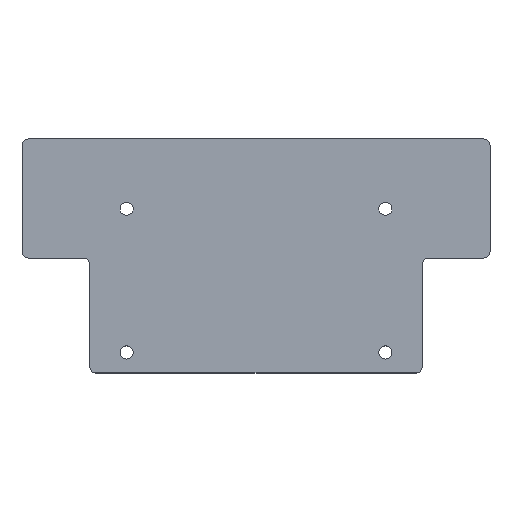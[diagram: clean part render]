
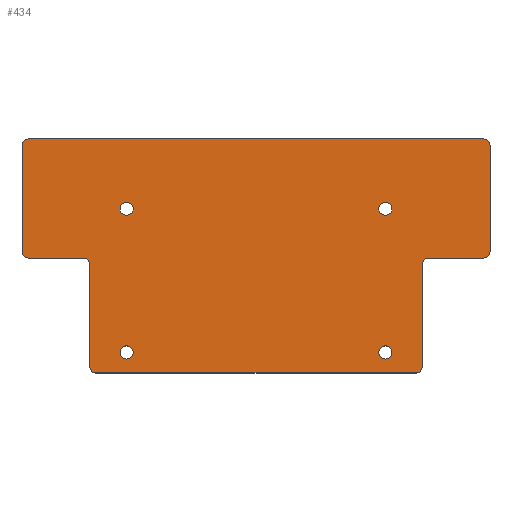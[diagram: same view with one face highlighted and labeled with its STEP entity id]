
A CAD part, top view. The second image highlights one B-rep face of the part: STEP entity #434.
In plain terms, the highlighted planar face has unit normal (0, 0, 1).
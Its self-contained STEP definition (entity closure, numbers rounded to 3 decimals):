
#19=FACE_BOUND('',#81,.T.);
#20=FACE_BOUND('',#82,.T.);
#21=FACE_BOUND('',#83,.T.);
#22=FACE_BOUND('',#84,.T.);
#32=PLANE('',#500);
#54=FACE_OUTER_BOUND('',#80,.T.);
#80=EDGE_LOOP('',(#381,#382,#383,#384,#385,#386,#387,#388,#389,#390,#391,
#392,#393,#394,#395,#396));
#81=EDGE_LOOP('',(#397));
#82=EDGE_LOOP('',(#398));
#83=EDGE_LOOP('',(#399));
#84=EDGE_LOOP('',(#400));
#99=LINE('',#697,#135);
#104=LINE('',#711,#140);
#108=LINE('',#720,#144);
#111=LINE('',#729,#147);
#117=LINE('',#746,#153);
#118=LINE('',#748,#154);
#119=LINE('',#750,#155);
#120=LINE('',#752,#156);
#135=VECTOR('',#565,10.);
#140=VECTOR('',#580,10.);
#144=VECTOR('',#590,10.);
#147=VECTOR('',#599,10.);
#153=VECTOR('',#619,10.);
#154=VECTOR('',#622,10.);
#155=VECTOR('',#625,10.);
#156=VECTOR('',#628,10.);
#157=CIRCLE('',#456,1.6);
#159=CIRCLE('',#459,1.6);
#161=CIRCLE('',#462,1.6);
#163=CIRCLE('',#465,1.6);
#165=CIRCLE('',#468,1.5);
#174=CIRCLE('',#480,1.5);
#175=CIRCLE('',#482,1.5);
#176=CIRCLE('',#485,1.5);
#177=CIRCLE('',#488,1.5);
#178=CIRCLE('',#491,1.5);
#179=CIRCLE('',#493,1.5);
#180=CIRCLE('',#495,1.5);
#181=VERTEX_POINT('',#633);
#183=VERTEX_POINT('',#639);
#185=VERTEX_POINT('',#645);
#187=VERTEX_POINT('',#651);
#189=VERTEX_POINT('',#657);
#190=VERTEX_POINT('',#658);
#207=VERTEX_POINT('',#696);
#208=VERTEX_POINT('',#700);
#209=VERTEX_POINT('',#704);
#210=VERTEX_POINT('',#705);
#211=VERTEX_POINT('',#710);
#212=VERTEX_POINT('',#714);
#213=VERTEX_POINT('',#715);
#214=VERTEX_POINT('',#722);
#215=VERTEX_POINT('',#723);
#216=VERTEX_POINT('',#728);
#217=VERTEX_POINT('',#732);
#218=VERTEX_POINT('',#736);
#219=VERTEX_POINT('',#740);
#220=VERTEX_POINT('',#741);
#221=EDGE_CURVE('',#181,#181,#157,.T.);
#224=EDGE_CURVE('',#183,#183,#159,.T.);
#227=EDGE_CURVE('',#185,#185,#161,.T.);
#230=EDGE_CURVE('',#187,#187,#163,.T.);
#233=EDGE_CURVE('',#189,#190,#165,.T.);
#252=EDGE_CURVE('',#207,#190,#99,.T.);
#254=EDGE_CURVE('',#207,#208,#174,.T.);
#256=EDGE_CURVE('',#209,#210,#175,.T.);
#259=EDGE_CURVE('',#211,#210,#104,.T.);
#261=EDGE_CURVE('',#212,#213,#176,.T.);
#264=EDGE_CURVE('',#209,#213,#108,.T.);
#265=EDGE_CURVE('',#214,#215,#177,.T.);
#268=EDGE_CURVE('',#216,#215,#111,.T.);
#270=EDGE_CURVE('',#211,#217,#178,.T.);
#272=EDGE_CURVE('',#216,#218,#179,.T.);
#274=EDGE_CURVE('',#219,#220,#180,.T.);
#277=EDGE_CURVE('',#189,#220,#117,.T.);
#278=EDGE_CURVE('',#214,#217,#118,.T.);
#279=EDGE_CURVE('',#212,#208,#119,.T.);
#280=EDGE_CURVE('',#219,#218,#120,.T.);
#381=ORIENTED_EDGE('',*,*,#233,.F.);
#382=ORIENTED_EDGE('',*,*,#277,.T.);
#383=ORIENTED_EDGE('',*,*,#274,.F.);
#384=ORIENTED_EDGE('',*,*,#280,.T.);
#385=ORIENTED_EDGE('',*,*,#272,.F.);
#386=ORIENTED_EDGE('',*,*,#268,.T.);
#387=ORIENTED_EDGE('',*,*,#265,.F.);
#388=ORIENTED_EDGE('',*,*,#278,.T.);
#389=ORIENTED_EDGE('',*,*,#270,.F.);
#390=ORIENTED_EDGE('',*,*,#259,.T.);
#391=ORIENTED_EDGE('',*,*,#256,.F.);
#392=ORIENTED_EDGE('',*,*,#264,.T.);
#393=ORIENTED_EDGE('',*,*,#261,.F.);
#394=ORIENTED_EDGE('',*,*,#279,.T.);
#395=ORIENTED_EDGE('',*,*,#254,.F.);
#396=ORIENTED_EDGE('',*,*,#252,.T.);
#397=ORIENTED_EDGE('',*,*,#221,.T.);
#398=ORIENTED_EDGE('',*,*,#224,.T.);
#399=ORIENTED_EDGE('',*,*,#227,.T.);
#400=ORIENTED_EDGE('',*,*,#230,.T.);
#434=ADVANCED_FACE('',(#54,#19,#20,#21,#22),#32,.T.);
#456=AXIS2_PLACEMENT_3D('',#634,#505,#506);
#459=AXIS2_PLACEMENT_3D('',#640,#512,#513);
#462=AXIS2_PLACEMENT_3D('',#646,#519,#520);
#465=AXIS2_PLACEMENT_3D('',#652,#526,#527);
#468=AXIS2_PLACEMENT_3D('',#659,#533,#534);
#480=AXIS2_PLACEMENT_3D('',#701,#569,#570);
#482=AXIS2_PLACEMENT_3D('',#706,#574,#575);
#485=AXIS2_PLACEMENT_3D('',#716,#584,#585);
#488=AXIS2_PLACEMENT_3D('',#724,#593,#594);
#491=AXIS2_PLACEMENT_3D('',#733,#603,#604);
#493=AXIS2_PLACEMENT_3D('',#737,#608,#609);
#495=AXIS2_PLACEMENT_3D('',#742,#613,#614);
#500=AXIS2_PLACEMENT_3D('',#753,#629,#630);
#505=DIRECTION('center_axis',(0.,0.,-1.));
#506=DIRECTION('ref_axis',(-1.,0.,0.));
#512=DIRECTION('center_axis',(0.,0.,-1.));
#513=DIRECTION('ref_axis',(-1.,0.,0.));
#519=DIRECTION('center_axis',(0.,0.,-1.));
#520=DIRECTION('ref_axis',(-1.,0.,0.));
#526=DIRECTION('center_axis',(0.,0.,-1.));
#527=DIRECTION('ref_axis',(-1.,0.,0.));
#533=DIRECTION('center_axis',(0.,0.,-1.));
#534=DIRECTION('ref_axis',(0.707,0.707,0.));
#565=DIRECTION('',(0.,1.,0.));
#569=DIRECTION('center_axis',(0.,0.,-1.));
#570=DIRECTION('ref_axis',(0.707,-0.707,0.));
#574=DIRECTION('center_axis',(0.,0.,-1.));
#575=DIRECTION('ref_axis',(0.707,-0.707,0.));
#580=DIRECTION('',(1.,0.,0.));
#584=DIRECTION('center_axis',(0.,0.,1.));
#585=DIRECTION('ref_axis',(-0.707,0.707,0.));
#590=DIRECTION('',(0.,1.,0.));
#593=DIRECTION('center_axis',(0.,0.,1.));
#594=DIRECTION('ref_axis',(0.707,0.707,0.));
#599=DIRECTION('',(1.,0.,0.));
#603=DIRECTION('center_axis',(0.,0.,-1.));
#604=DIRECTION('ref_axis',(-0.707,-0.707,0.));
#608=DIRECTION('center_axis',(0.,0.,-1.));
#609=DIRECTION('ref_axis',(-0.707,-0.707,0.));
#613=DIRECTION('center_axis',(0.,0.,-1.));
#614=DIRECTION('ref_axis',(-0.707,0.707,0.));
#619=DIRECTION('',(-1.,0.,0.));
#622=DIRECTION('',(0.,-1.,0.));
#625=DIRECTION('',(1.,0.,0.));
#628=DIRECTION('',(0.,-1.,0.));
#629=DIRECTION('center_axis',(0.,0.,1.));
#630=DIRECTION('ref_axis',(1.,0.,0.));
#633=CARTESIAN_POINT('',(90.1,40.,1.6));
#634=CARTESIAN_POINT('Origin',(88.5,40.,1.6));
#639=CARTESIAN_POINT('',(27.1,5.,1.6));
#640=CARTESIAN_POINT('Origin',(25.5,5.,1.6));
#645=CARTESIAN_POINT('',(90.1,5.,1.6));
#646=CARTESIAN_POINT('Origin',(88.5,5.,1.6));
#651=CARTESIAN_POINT('',(27.1,40.,1.6));
#652=CARTESIAN_POINT('Origin',(25.5,40.,1.6));
#657=CARTESIAN_POINT('',(112.5,57.,1.6));
#658=CARTESIAN_POINT('',(114.,55.5,1.6));
#659=CARTESIAN_POINT('Origin',(112.5,55.5,1.6));
#696=CARTESIAN_POINT('',(114.,29.5,1.6));
#697=CARTESIAN_POINT('',(114.,0.,1.6));
#700=CARTESIAN_POINT('',(112.5,28.,1.6));
#701=CARTESIAN_POINT('Origin',(112.5,29.5,1.6));
#704=CARTESIAN_POINT('',(97.5,1.5,1.6));
#705=CARTESIAN_POINT('',(96.,0.,1.6));
#706=CARTESIAN_POINT('Origin',(96.,1.5,1.6));
#710=CARTESIAN_POINT('',(18.,0.,1.6));
#711=CARTESIAN_POINT('',(0.,0.,1.6));
#714=CARTESIAN_POINT('',(99.,28.,1.6));
#715=CARTESIAN_POINT('',(97.5,26.5,1.6));
#716=CARTESIAN_POINT('Origin',(99.,26.5,1.6));
#720=CARTESIAN_POINT('',(97.5,14.25,1.6));
#722=CARTESIAN_POINT('',(16.5,26.5,1.6));
#723=CARTESIAN_POINT('',(15.,28.,1.6));
#724=CARTESIAN_POINT('Origin',(15.,26.5,1.6));
#728=CARTESIAN_POINT('',(1.5,28.,1.6));
#729=CARTESIAN_POINT('',(28.5,28.,1.6));
#732=CARTESIAN_POINT('',(16.5,1.5,1.6));
#733=CARTESIAN_POINT('Origin',(18.,1.5,1.6));
#736=CARTESIAN_POINT('',(0.,29.5,1.6));
#737=CARTESIAN_POINT('Origin',(1.5,29.5,1.6));
#740=CARTESIAN_POINT('',(0.,55.5,1.6));
#741=CARTESIAN_POINT('',(1.5,57.,1.6));
#742=CARTESIAN_POINT('Origin',(1.5,55.5,1.6));
#746=CARTESIAN_POINT('',(114.,57.,1.6));
#748=CARTESIAN_POINT('',(16.5,28.25,1.6));
#750=CARTESIAN_POINT('',(77.25,28.,1.6));
#752=CARTESIAN_POINT('',(0.,57.,1.6));
#753=CARTESIAN_POINT('Origin',(57.,28.5,1.6));
